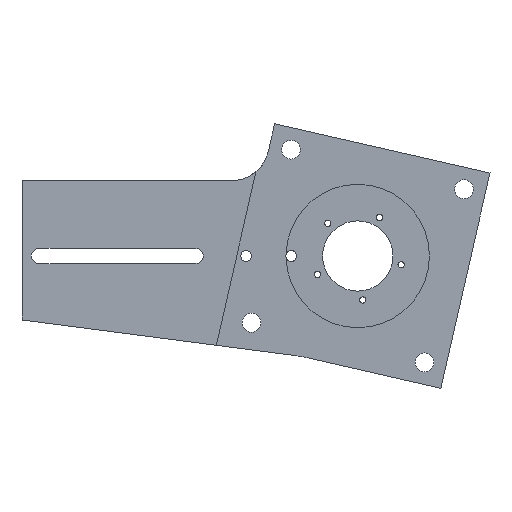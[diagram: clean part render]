
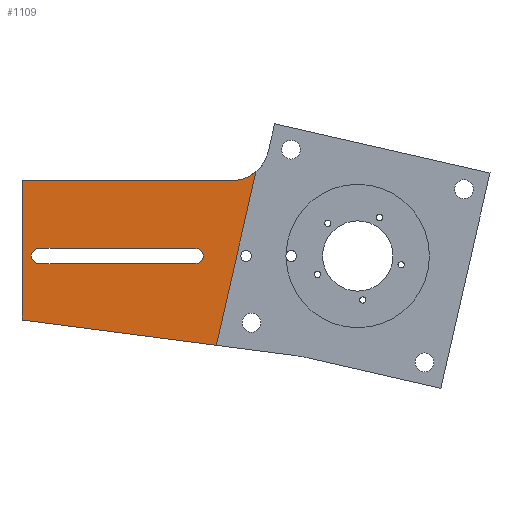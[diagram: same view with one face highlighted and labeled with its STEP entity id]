
A CAD part, left-side view. The second image highlights one B-rep face of the part: STEP entity #1109.
In plain terms, the highlighted planar face has unit normal (-1, 0, 0).
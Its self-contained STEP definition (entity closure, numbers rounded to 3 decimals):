
#38 = ORIENTED_EDGE ( 'NONE', *, *, #43, .T. ) ;
#43 = EDGE_CURVE ( 'NONE', #89, #1056, #1001, .T. ) ;
#89 = VERTEX_POINT ( 'NONE', #1910 ) ;
#113 = AXIS2_PLACEMENT_3D ( 'NONE', #1143, #2444, #2457 ) ;
#167 = VECTOR ( 'NONE', #2459, 1000. ) ;
#199 = CIRCLE ( 'NONE', #2081, 6. ) ;
#205 = EDGE_CURVE ( 'NONE', #816, #1056, #984, .T. ) ;
#254 = CARTESIAN_POINT ( 'NONE',  ( -10., 254., 6. ) ) ;
#422 = CARTESIAN_POINT ( 'NONE',  ( -10., 76.558, 60. ) ) ;
#433 = VECTOR ( 'NONE', #1229, 1000. ) ;
#475 = CARTESIAN_POINT ( 'NONE',  ( -10., 267.5, 87.5 ) ) ;
#492 = EDGE_CURVE ( 'NONE', #816, #1791, #1252, .T. ) ;
#503 = ORIENTED_EDGE ( 'NONE', *, *, #205, .F. ) ;
#574 = ORIENTED_EDGE ( 'NONE', *, *, #950, .T. ) ;
#576 = CARTESIAN_POINT ( 'NONE',  ( -10., 129., -6. ) ) ;
#600 = ORIENTED_EDGE ( 'NONE', *, *, #492, .T. ) ;
#643 = FACE_OUTER_BOUND ( 'NONE', #1239, .T. ) ;
#706 = CARTESIAN_POINT ( 'NONE',  ( -10., 112.686, -71.172 ) ) ;
#731 = ORIENTED_EDGE ( 'NONE', *, *, #2470, .T. ) ;
#745 = CARTESIAN_POINT ( 'NONE',  ( -10., 267.5, 60. ) ) ;
#748 = AXIS2_PLACEMENT_3D ( 'NONE', #1043, #1404, #1760 ) ;
#816 = VERTEX_POINT ( 'NONE', #745 ) ;
#847 = EDGE_CURVE ( 'NONE', #1240, #89, #2112, .T. ) ;
#870 = DIRECTION ( 'NONE',  ( 0., 0.992, 0.129 ) ) ;
#950 = EDGE_CURVE ( 'NONE', #1675, #1574, #1972, .T. ) ;
#984 = LINE ( 'NONE', #422, #433 ) ;
#1001 = CIRCLE ( 'NONE', #113, 30. ) ;
#1020 = CARTESIAN_POINT ( 'NONE',  ( -10., 100.476, 60. ) ) ;
#1036 = LINE ( 'NONE', #1811, #2408 ) ;
#1043 = CARTESIAN_POINT ( 'NONE',  ( -10., 129., 0. ) ) ;
#1056 = VERTEX_POINT ( 'NONE', #1020 ) ;
#1106 = VECTOR ( 'NONE', #1434, 1000. ) ;
#1109 = ADVANCED_FACE ( 'NONE', ( #2350, #643 ), #1824, .T. ) ;
#1117 = EDGE_CURVE ( 'NONE', #1574, #2442, #199, .T. ) ;
#1143 = CARTESIAN_POINT ( 'NONE',  ( -10., 100.476, 90. ) ) ;
#1151 = VERTEX_POINT ( 'NONE', #2422 ) ;
#1169 = CARTESIAN_POINT ( 'NONE',  ( -10., 116.417, -87.5 ) ) ;
#1229 = DIRECTION ( 'NONE',  ( 0., -1., 0. ) ) ;
#1239 = EDGE_LOOP ( 'NONE', ( #1700, #38, #503, #600, #1649 ) ) ;
#1240 = VERTEX_POINT ( 'NONE', #706 ) ;
#1252 = LINE ( 'NONE', #475, #2016 ) ;
#1256 = DIRECTION ( 'NONE',  ( -1., 0., 0. ) ) ;
#1266 = CARTESIAN_POINT ( 'NONE',  ( -10., 254., -6. ) ) ;
#1360 = CARTESIAN_POINT ( 'NONE',  ( -10., 254., -6. ) ) ;
#1404 = DIRECTION ( 'NONE',  ( 1., 0., 0. ) ) ;
#1434 = DIRECTION ( 'NONE',  ( 0., -1., 0. ) ) ;
#1437 = DIRECTION ( 'NONE',  ( 0., 0., -1. ) ) ;
#1448 = DIRECTION ( 'NONE',  ( 0., 0., 1. ) ) ;
#1574 = VERTEX_POINT ( 'NONE', #1266 ) ;
#1581 = CARTESIAN_POINT ( 'NONE',  ( -10., 254., 6. ) ) ;
#1642 = ORIENTED_EDGE ( 'NONE', *, *, #1117, .T. ) ;
#1649 = ORIENTED_EDGE ( 'NONE', *, *, #1902, .F. ) ;
#1656 = DIRECTION ( 'NONE',  ( 1., 0., 0. ) ) ;
#1675 = VERTEX_POINT ( 'NONE', #576 ) ;
#1700 = ORIENTED_EDGE ( 'NONE', *, *, #847, .T. ) ;
#1718 = CARTESIAN_POINT ( 'NONE',  ( -10., 267.5, -51. ) ) ;
#1719 = AXIS2_PLACEMENT_3D ( 'NONE', #2407, #1256, #1448 ) ;
#1760 = DIRECTION ( 'NONE',  ( 0., 0., -1. ) ) ;
#1791 = VERTEX_POINT ( 'NONE', #1718 ) ;
#1811 = CARTESIAN_POINT ( 'NONE',  ( -10., 44.937, -80. ) ) ;
#1824 = PLANE ( 'NONE',  #1719 ) ;
#1840 = ORIENTED_EDGE ( 'NONE', *, *, #2111, .T. ) ;
#1900 = CIRCLE ( 'NONE', #748, 6. ) ;
#1902 = EDGE_CURVE ( 'NONE', #1240, #1791, #1036, .T. ) ;
#1910 = CARTESIAN_POINT ( 'NONE',  ( -10., 81.089, 67.106 ) ) ;
#1972 = LINE ( 'NONE', #1360, #2402 ) ;
#2016 = VECTOR ( 'NONE', #2020, 1000. ) ;
#2020 = DIRECTION ( 'NONE',  ( 0., 0., -1. ) ) ;
#2081 = AXIS2_PLACEMENT_3D ( 'NONE', #2387, #1656, #1437 ) ;
#2111 = EDGE_CURVE ( 'NONE', #2442, #1151, #2382, .T. ) ;
#2112 = LINE ( 'NONE', #1169, #167 ) ;
#2146 = DIRECTION ( 'NONE',  ( 0., 1., 0. ) ) ;
#2350 = FACE_BOUND ( 'NONE', #2461, .T. ) ;
#2382 = LINE ( 'NONE', #254, #1106 ) ;
#2387 = CARTESIAN_POINT ( 'NONE',  ( -10., 254., 0. ) ) ;
#2402 = VECTOR ( 'NONE', #2146, 1000. ) ;
#2407 = CARTESIAN_POINT ( 'NONE',  ( -10., 0., 0. ) ) ;
#2408 = VECTOR ( 'NONE', #870, 1000. ) ;
#2422 = CARTESIAN_POINT ( 'NONE',  ( -10., 129., 6. ) ) ;
#2442 = VERTEX_POINT ( 'NONE', #1581 ) ;
#2444 = DIRECTION ( 'NONE',  ( 1., 0., 0. ) ) ;
#2457 = DIRECTION ( 'NONE',  ( 0., 0., 1. ) ) ;
#2459 = DIRECTION ( 'NONE',  ( 0., -0.223, 0.975 ) ) ;
#2461 = EDGE_LOOP ( 'NONE', ( #1642, #1840, #731, #574 ) ) ;
#2470 = EDGE_CURVE ( 'NONE', #1151, #1675, #1900, .T. ) ;
